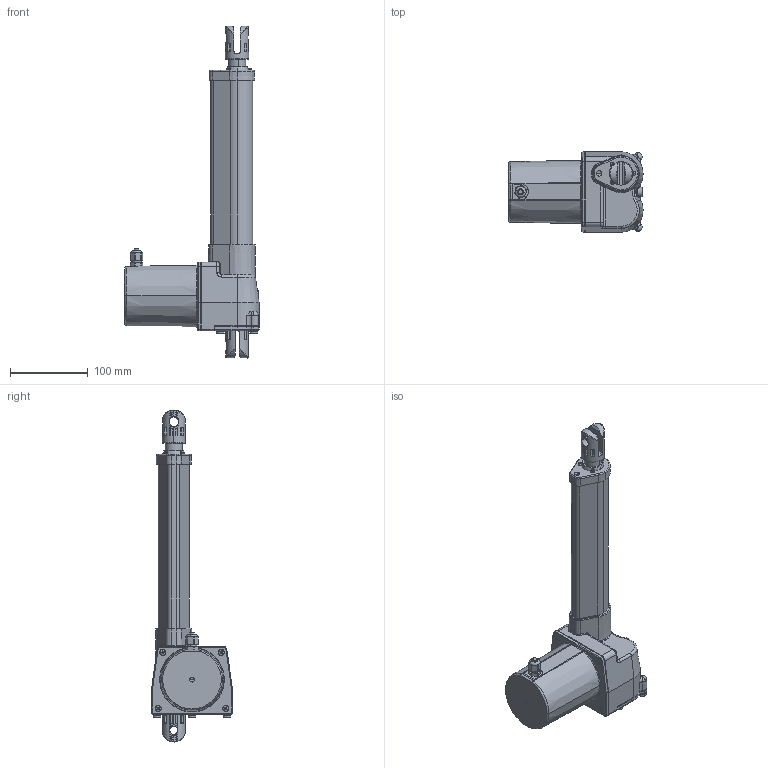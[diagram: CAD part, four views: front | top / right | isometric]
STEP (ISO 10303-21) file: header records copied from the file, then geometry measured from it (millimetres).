
FILE_DESCRIPTION (( 'STEP AP203' ), '1' );
FILE_NAME ('Megamat P.STEP', '2011-11-03T13:00:05', ( '.' ), ( '.' ), 'SwSTEP 2.0', 'SolidWorks 2008', '' );
FILE_SCHEMA (( 'CONFIG_CONTROL_DESIGN' ));
Length unit declared in the file: millimetre
Products named in the file (1): Megamat P
Bounding box: 172.15 x 103 x 426.08 mm (x, y, z)
Volume: 1506778.7 mm3; surface area: 122432.9 mm2
Topology: 1 solids, 1 shells, 1220 faces, 2882 edges, 1713 vertices
Faces by surface type: plane 526, cylinder 306, sphere 128, torus 102, bspline 84, cone 74
Entity records: 38112 total; most frequent: CARTESIAN_POINT 10581, DIRECTION 5800, ORIENTED_EDGE 5760, EDGE_CURVE 2880, AXIS2_PLACEMENT_3D 2233, VERTEX_POINT 1713, VECTOR 1334, LINE 1334
